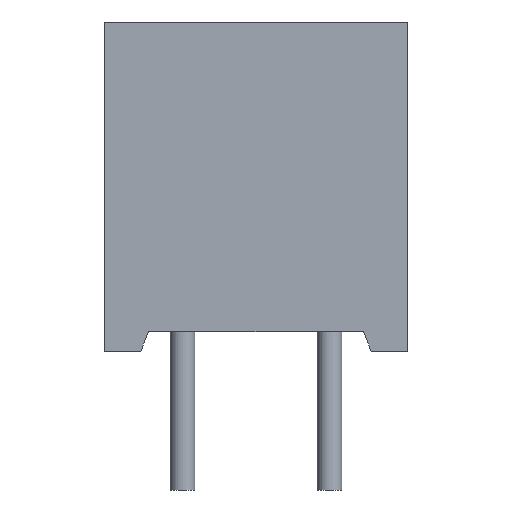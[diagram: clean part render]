
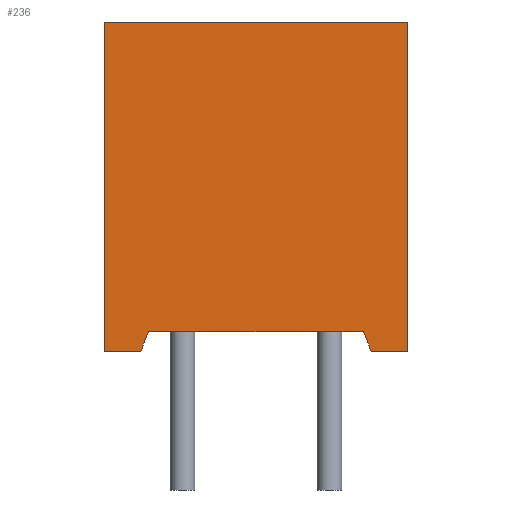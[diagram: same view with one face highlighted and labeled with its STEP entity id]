
A CAD part, front view. The second image highlights one B-rep face of the part: STEP entity #236.
In plain terms, the highlighted planar face has unit normal (0, -1, 0).
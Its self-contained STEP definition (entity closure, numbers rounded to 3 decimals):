
#36=FACE_OUTER_BOUND('',#52,.T.);
#52=EDGE_LOOP('',(#181,#182,#183,#184,#185,#186,#187,#188));
#67=LINE('',#345,#91);
#71=LINE('',#352,#95);
#74=LINE('',#360,#98);
#76=LINE('',#364,#100);
#81=LINE('',#373,#105);
#82=LINE('',#376,#106);
#83=LINE('',#377,#107);
#84=LINE('',#378,#108);
#91=VECTOR('',#277,0.539);
#95=VECTOR('',#283,0.95);
#98=VECTOR('',#288,0.539);
#100=VECTOR('',#292,0.95);
#105=VECTOR('',#299,8.53);
#106=VECTOR('',#302,7.87);
#107=VECTOR('',#303,8.53);
#108=VECTOR('',#304,5.57);
#115=VERTEX_POINT('',#342);
#116=VERTEX_POINT('',#344);
#118=VERTEX_POINT('',#350);
#121=VERTEX_POINT('',#357);
#122=VERTEX_POINT('',#359);
#123=VERTEX_POINT('',#363);
#126=VERTEX_POINT('',#371);
#127=VERTEX_POINT('',#375);
#135=EDGE_CURVE('',#115,#116,#67,.T.);
#139=EDGE_CURVE('',#118,#115,#71,.T.);
#142=EDGE_CURVE('',#121,#122,#74,.T.);
#144=EDGE_CURVE('',#122,#123,#76,.T.);
#149=EDGE_CURVE('',#126,#118,#81,.T.);
#150=EDGE_CURVE('',#127,#126,#82,.T.);
#151=EDGE_CURVE('',#123,#127,#83,.T.);
#152=EDGE_CURVE('',#116,#121,#84,.T.);
#181=ORIENTED_EDGE('',*,*,#149,.F.);
#182=ORIENTED_EDGE('',*,*,#150,.F.);
#183=ORIENTED_EDGE('',*,*,#151,.F.);
#184=ORIENTED_EDGE('',*,*,#144,.F.);
#185=ORIENTED_EDGE('',*,*,#142,.F.);
#186=ORIENTED_EDGE('',*,*,#152,.F.);
#187=ORIENTED_EDGE('',*,*,#135,.F.);
#188=ORIENTED_EDGE('',*,*,#139,.F.);
#222=PLANE('',#256);
#236=ADVANCED_FACE('',(#36),#222,.T.);
#256=AXIS2_PLACEMENT_3D('',#374,#300,#301);
#277=DIRECTION('',(-0.371,0.,0.928));
#283=DIRECTION('',(-1.,0.,0.));
#288=DIRECTION('',(-0.371,0.,-0.928));
#292=DIRECTION('',(-1.,0.,0.));
#299=DIRECTION('',(0.,0.,-1.));
#300=DIRECTION('center_axis',(0.,-1.,0.));
#301=DIRECTION('ref_axis',(1.,0.,0.));
#302=DIRECTION('',(1.,0.,0.));
#303=DIRECTION('',(0.,0.,1.));
#304=DIRECTION('',(-1.,0.,0.));
#342=CARTESIAN_POINT('',(2.985,-1.46,0.));
#344=CARTESIAN_POINT('',(2.785,-1.46,0.5));
#345=CARTESIAN_POINT('',(2.901,-1.46,0.211));
#350=CARTESIAN_POINT('',(3.935,-1.46,0.));
#352=CARTESIAN_POINT('',(3.935,-1.46,0.));
#357=CARTESIAN_POINT('',(-2.785,-1.46,0.5));
#359=CARTESIAN_POINT('',(-2.985,-1.46,0.));
#360=CARTESIAN_POINT('',(-2.901,-1.46,0.211));
#363=CARTESIAN_POINT('',(-3.935,-1.46,0.));
#364=CARTESIAN_POINT('',(-2.785,-1.46,0.));
#371=CARTESIAN_POINT('',(3.935,-1.46,8.53));
#373=CARTESIAN_POINT('',(3.935,-1.46,0.5));
#374=CARTESIAN_POINT('Origin',(-3.935,-1.46,0.3));
#375=CARTESIAN_POINT('',(-3.935,-1.46,8.53));
#376=CARTESIAN_POINT('',(3.935,-1.46,8.53));
#377=CARTESIAN_POINT('',(-3.935,-1.46,0.2));
#378=CARTESIAN_POINT('',(3.935,-1.46,0.5));
